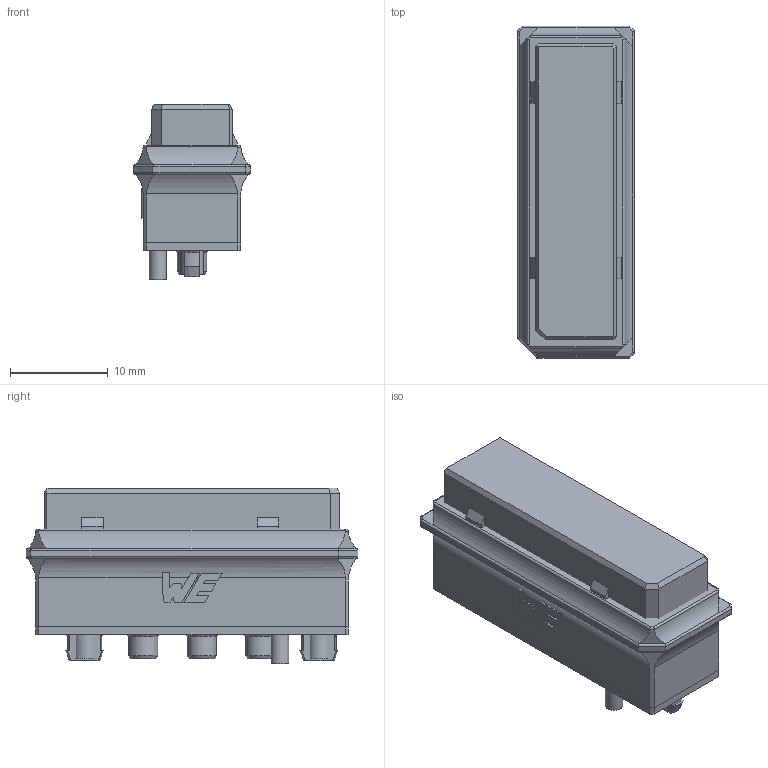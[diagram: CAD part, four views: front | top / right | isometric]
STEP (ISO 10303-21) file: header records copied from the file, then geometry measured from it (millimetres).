
FILE_DESCRIPTION(/* description */ ('Unknown'),/* implementation_level */ '2;1');
FILE_NAME(/* name */ 'ConWSP_5_polig_Rev2.0_Homepage_20220815',/* time_stamp */ '2022-12-20T10:14:43+01:00',/* author */ ('Unknown'),/* organization */ ('Unknown'),/* preprocessor_version */ 'ST-DEVELOPER v16.7',/* originating_system */ 'Solid Edge',/* authorisation */ 'Unknown');
FILE_SCHEMA (('AUTOMOTIVE_DESIGN {1 0 10303 214 3 1 1}'));
Length unit declared in the file: millimetre
Products named in the file (3): ConWSP_5_polig_Rev2.0_Homepage_20220815; housing_ConWSP_5_polig_Rev2.0_Homepage_20220815; slider_ConWSP_5polig_Rev2.0_Homepage_20220815
Assembly tree (2 placements, depth 2):
  ConWSP_5_polig_Rev2.0_Homepage_20220815
    housing_ConWSP_5_polig_Rev2.0_Homepage_20220815
    slider_ConWSP_5polig_Rev2.0_Homepage_20220815
Bounding box: 12 x 34 x 18 mm (x, y, z)
Volume: 7295.2 mm3; surface area: 3511.1 mm2
Topology: 2 solids, 2 shells, 182 faces, 445 edges, 283 vertices
Faces by surface type: plane 118, cylinder 45, cone 7, torus 7, bspline 5
Full cylindrical faces by diameter (mm): 0.5 x2, 1.4 x1, 1.8 x1, 2.3 x2, 3 x3
Entity records: 5308 total; most frequent: CARTESIAN_POINT 1047, ORIENTED_EDGE 854, DIRECTION 840, EDGE_CURVE 427, LINE 294, VECTOR 294, VERTEX_POINT 280, AXIS2_PLACEMENT_3D 273
